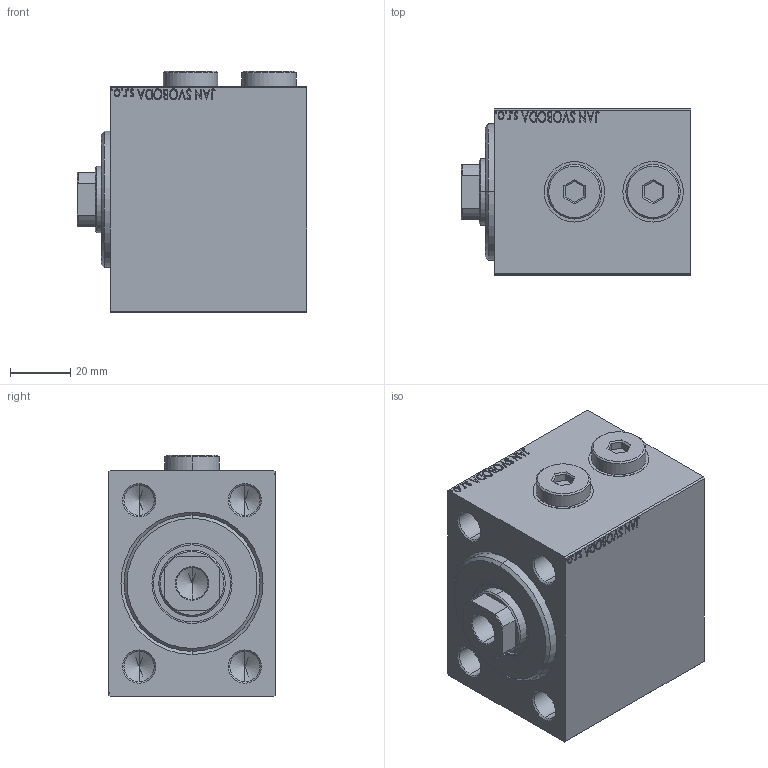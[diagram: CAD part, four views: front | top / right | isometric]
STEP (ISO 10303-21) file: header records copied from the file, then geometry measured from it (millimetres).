
FILE_DESCRIPTION (( 'STEP AP203' ), '1' );
FILE_NAME ('ea79.STEP', '2024-02-20T12:34:11', ( '' ), ( '' ), 'SwSTEP 2.0', 'SolidWorks 2019', '' );
FILE_SCHEMA (( 'CONFIG_CONTROL_DESIGN' ));
Length unit declared in the file: millimetre
Products named in the file (5): V450CM_B_VCP 5d2baa8f96b0a0bf02d7d5904c8fc287; Zatka_OIL_PORT 5d2baa8f96b0a0bf02d7d5904c8fc287; ea79; V450CM_B_Body 5d2baa8f96b0a0bf02d7d5904c8fc287; V450CM_VC_B 5d2baa8f96b0a0bf02d7d5904c8fc287
Assembly tree (5 placements, depth 2):
  ea79
    V450CM_B_Body 5d2baa8f96b0a0bf02d7d5904c8fc287
    V450CM_B_VCP 5d2baa8f96b0a0bf02d7d5904c8fc287
    V450CM_VC_B 5d2baa8f96b0a0bf02d7d5904c8fc287
    Zatka_OIL_PORT 5d2baa8f96b0a0bf02d7d5904c8fc287  x2
Bounding box: 76 x 55 x 79.9 mm (x, y, z)
Volume: 250344.2 mm3; surface area: 54026.1 mm2
Topology: 5 solids, 5 shells, 934 faces, 2373 edges, 1549 vertices
Faces by surface type: plane 436, bspline 380, cylinder 68, cone 50
Entity records: 45510 total; most frequent: CARTESIAN_POINT 25399, ORIENTED_EDGE 4630, DIRECTION 2787, EDGE_CURVE 2315, VERTEX_POINT 1525, VECTOR 1377, LINE 1377, EDGE_LOOP 1042
